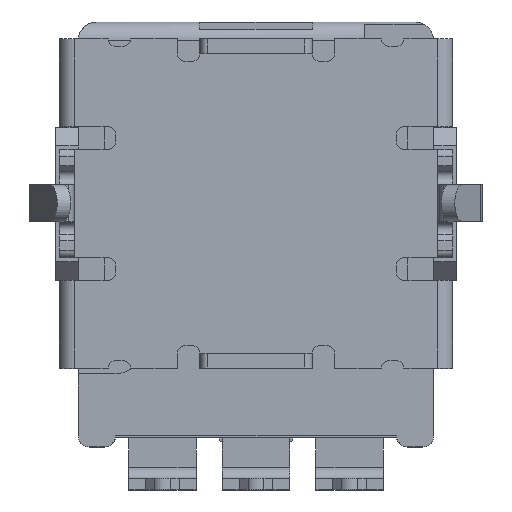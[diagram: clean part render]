
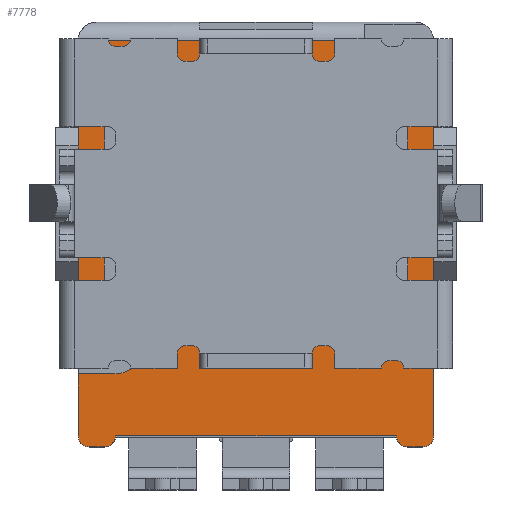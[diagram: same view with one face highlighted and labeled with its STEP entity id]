
A CAD part, top view. The second image highlights one B-rep face of the part: STEP entity #7778.
In plain terms, the highlighted planar face has unit normal (0, 0, 1).
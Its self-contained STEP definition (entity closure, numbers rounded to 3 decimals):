
#42=FACE_BOUND('',#1092,.T.);
#249=PLANE('',#8477);
#680=FACE_OUTER_BOUND('',#1091,.T.);
#1091=EDGE_LOOP('',(#7007,#7008,#7009,#7010,#7011,#7012,#7013,#7014,#7015,
#7016,#7017,#7018,#7019,#7020,#7021,#7022,#7023));
#1092=EDGE_LOOP('',(#7024,#7025,#7026,#7027,#7028,#7029,#7030,#7031));
#1149=CIRCLE('',#7856,0.9);
#1405=CIRCLE('',#8435,0.9);
#1412=CIRCLE('',#8452,0.5);
#1413=CIRCLE('',#8455,0.5);
#1415=CIRCLE('',#8459,0.5);
#1416=CIRCLE('',#8462,0.5);
#1418=CIRCLE('',#8466,0.3);
#1420=CIRCLE('',#8469,0.3);
#1421=CIRCLE('',#8472,0.3);
#1422=CIRCLE('',#8475,0.3);
#1530=LINE('',#11381,#2336);
#1534=LINE('',#11389,#2340);
#1549=LINE('',#11419,#2355);
#2176=LINE('',#15249,#2982);
#2178=LINE('',#15252,#2984);
#2180=LINE('',#15255,#2986);
#2182=LINE('',#15258,#2988);
#2186=LINE('',#15270,#2992);
#2190=LINE('',#15281,#2996);
#2194=LINE('',#15292,#3000);
#2198=LINE('',#15303,#3004);
#2201=LINE('',#15311,#3007);
#2203=LINE('',#15319,#3009);
#2208=LINE('',#15334,#3014);
#2211=LINE('',#15342,#3017);
#2336=VECTOR('',#8686,1000.);
#2340=VECTOR('',#8690,1000.);
#2355=VECTOR('',#8709,1000.);
#2982=VECTOR('',#10430,1000.);
#2984=VECTOR('',#10434,1000.);
#2986=VECTOR('',#10438,1000.);
#2988=VECTOR('',#10442,1000.);
#2992=VECTOR('',#10456,1000.);
#2996=VECTOR('',#10466,1000.);
#3000=VECTOR('',#10478,1000.);
#3004=VECTOR('',#10490,1000.);
#3007=VECTOR('',#10499,1000.);
#3009=VECTOR('',#10509,1000.);
#3014=VECTOR('',#10526,1000.);
#3017=VECTOR('',#10535,1000.);
#3113=VERTEX_POINT('',#11192);
#3114=VERTEX_POINT('',#11194);
#3170=VERTEX_POINT('',#11378);
#3171=VERTEX_POINT('',#11380);
#3174=VERTEX_POINT('',#11386);
#3175=VERTEX_POINT('',#11388);
#3187=VERTEX_POINT('',#11416);
#3188=VERTEX_POINT('',#11418);
#3759=VERTEX_POINT('',#15238);
#3760=VERTEX_POINT('',#15240);
#3763=VERTEX_POINT('',#15247);
#3769=VERTEX_POINT('',#15278);
#3770=VERTEX_POINT('',#15280);
#3772=VERTEX_POINT('',#15287);
#3773=VERTEX_POINT('',#15291);
#3774=VERTEX_POINT('',#15295);
#3776=VERTEX_POINT('',#15302);
#3777=VERTEX_POINT('',#15306);
#3778=VERTEX_POINT('',#15310);
#3779=VERTEX_POINT('',#15317);
#3780=VERTEX_POINT('',#15318);
#3783=VERTEX_POINT('',#15329);
#3784=VERTEX_POINT('',#15333);
#3785=VERTEX_POINT('',#15337);
#3786=VERTEX_POINT('',#15341);
#3860=EDGE_CURVE('',#3113,#3114,#1149,.T.);
#3924=EDGE_CURVE('',#3171,#3170,#1530,.T.);
#3928=EDGE_CURVE('',#3175,#3174,#1534,.T.);
#3943=EDGE_CURVE('',#3188,#3187,#1549,.T.);
#4836=EDGE_CURVE('',#3759,#3760,#1405,.T.);
#4840=EDGE_CURVE('',#3763,#3759,#2176,.T.);
#4842=EDGE_CURVE('',#3760,#3187,#2178,.T.);
#4844=EDGE_CURVE('',#3114,#3174,#2180,.T.);
#4846=EDGE_CURVE('',#3171,#3113,#2182,.T.);
#4854=EDGE_CURVE('',#3763,#3175,#2186,.T.);
#4859=EDGE_CURVE('',#3769,#3770,#2190,.T.);
#4863=EDGE_CURVE('',#3770,#3772,#1412,.T.);
#4865=EDGE_CURVE('',#3772,#3773,#2194,.T.);
#4867=EDGE_CURVE('',#3773,#3774,#1413,.T.);
#4871=EDGE_CURVE('',#3774,#3776,#2198,.T.);
#4873=EDGE_CURVE('',#3776,#3777,#1415,.T.);
#4875=EDGE_CURVE('',#3777,#3778,#2201,.T.);
#4877=EDGE_CURVE('',#3778,#3769,#1416,.T.);
#4879=EDGE_CURVE('',#3779,#3780,#2203,.T.);
#4883=EDGE_CURVE('',#3170,#3779,#1418,.T.);
#4885=EDGE_CURVE('',#3783,#3188,#1420,.T.);
#4887=EDGE_CURVE('',#3784,#3783,#2208,.T.);
#4889=EDGE_CURVE('',#3785,#3784,#1421,.T.);
#4891=EDGE_CURVE('',#3786,#3785,#2211,.T.);
#4893=EDGE_CURVE('',#3780,#3786,#1422,.T.);
#7007=ORIENTED_EDGE('',*,*,#4842,.F.);
#7008=ORIENTED_EDGE('',*,*,#4836,.F.);
#7009=ORIENTED_EDGE('',*,*,#4840,.F.);
#7010=ORIENTED_EDGE('',*,*,#4854,.T.);
#7011=ORIENTED_EDGE('',*,*,#3928,.T.);
#7012=ORIENTED_EDGE('',*,*,#4844,.F.);
#7013=ORIENTED_EDGE('',*,*,#3860,.F.);
#7014=ORIENTED_EDGE('',*,*,#4846,.F.);
#7015=ORIENTED_EDGE('',*,*,#3924,.T.);
#7016=ORIENTED_EDGE('',*,*,#4883,.T.);
#7017=ORIENTED_EDGE('',*,*,#4879,.T.);
#7018=ORIENTED_EDGE('',*,*,#4893,.T.);
#7019=ORIENTED_EDGE('',*,*,#4891,.T.);
#7020=ORIENTED_EDGE('',*,*,#4889,.T.);
#7021=ORIENTED_EDGE('',*,*,#4887,.T.);
#7022=ORIENTED_EDGE('',*,*,#4885,.T.);
#7023=ORIENTED_EDGE('',*,*,#3943,.T.);
#7024=ORIENTED_EDGE('',*,*,#4875,.F.);
#7025=ORIENTED_EDGE('',*,*,#4873,.F.);
#7026=ORIENTED_EDGE('',*,*,#4871,.F.);
#7027=ORIENTED_EDGE('',*,*,#4867,.F.);
#7028=ORIENTED_EDGE('',*,*,#4865,.F.);
#7029=ORIENTED_EDGE('',*,*,#4863,.F.);
#7030=ORIENTED_EDGE('',*,*,#4859,.F.);
#7031=ORIENTED_EDGE('',*,*,#4877,.F.);
#7778=ADVANCED_FACE('',(#680,#42),#249,.T.);
#7856=AXIS2_PLACEMENT_3D('',#11195,#8579,#8580);
#8435=AXIS2_PLACEMENT_3D('',#15241,#10421,#10422);
#8452=AXIS2_PLACEMENT_3D('',#15288,#10473,#10474);
#8455=AXIS2_PLACEMENT_3D('',#15296,#10482,#10483);
#8459=AXIS2_PLACEMENT_3D('',#15307,#10494,#10495);
#8462=AXIS2_PLACEMENT_3D('',#15314,#10503,#10504);
#8466=AXIS2_PLACEMENT_3D('',#15326,#10515,#10516);
#8469=AXIS2_PLACEMENT_3D('',#15330,#10521,#10522);
#8472=AXIS2_PLACEMENT_3D('',#15338,#10530,#10531);
#8475=AXIS2_PLACEMENT_3D('',#15345,#10539,#10540);
#8477=AXIS2_PLACEMENT_3D('',#15347,#10543,#10544);
#8579=DIRECTION('center_axis',(0.,0.,1.));
#8580=DIRECTION('ref_axis',(1.,0.,0.));
#8686=DIRECTION('',(0.,-1.,0.));
#8690=DIRECTION('',(0.,-1.,0.));
#8709=DIRECTION('',(0.,1.,0.));
#10421=DIRECTION('center_axis',(0.,0.,1.));
#10422=DIRECTION('ref_axis',(1.,0.,0.));
#10430=DIRECTION('',(0.,-1.,0.));
#10434=DIRECTION('',(1.,0.,0.));
#10438=DIRECTION('',(-1.,0.,0.));
#10442=DIRECTION('',(1.,0.,0.));
#10456=DIRECTION('',(-1.,0.,0.));
#10466=DIRECTION('',(0.,1.,0.));
#10473=DIRECTION('center_axis',(0.,0.,1.));
#10474=DIRECTION('ref_axis',(-1.,0.,0.));
#10478=DIRECTION('',(-1.,0.,0.));
#10482=DIRECTION('center_axis',(0.,0.,1.));
#10483=DIRECTION('ref_axis',(1.,0.,0.));
#10490=DIRECTION('',(0.,-1.,0.));
#10494=DIRECTION('center_axis',(0.,0.,1.));
#10495=DIRECTION('ref_axis',(1.,0.,0.));
#10499=DIRECTION('',(1.,0.,0.));
#10503=DIRECTION('center_axis',(0.,0.,1.));
#10504=DIRECTION('ref_axis',(1.,0.,0.));
#10509=DIRECTION('',(1.,0.,0.));
#10515=DIRECTION('center_axis',(0.,0.,1.));
#10516=DIRECTION('ref_axis',(1.,0.,0.));
#10521=DIRECTION('center_axis',(0.,0.,1.));
#10522=DIRECTION('ref_axis',(1.,0.,0.));
#10526=DIRECTION('',(1.,0.,0.));
#10530=DIRECTION('center_axis',(0.,0.,1.));
#10531=DIRECTION('ref_axis',(1.,0.,0.));
#10535=DIRECTION('',(1.,0.,0.));
#10539=DIRECTION('center_axis',(0.,0.,1.));
#10540=DIRECTION('ref_axis',(1.,0.,0.));
#10543=DIRECTION('center_axis',(0.,0.,1.));
#10544=DIRECTION('ref_axis',(1.,0.,0.));
#11192=CARTESIAN_POINT('',(-3.8,-4.55,4.4));
#11194=CARTESIAN_POINT('',(-3.8,-2.75,4.4));
#11195=CARTESIAN_POINT('Origin',(-3.8,-3.65,4.4));
#11378=CARTESIAN_POINT('',(-4.75,-6.2,4.4));
#11380=CARTESIAN_POINT('',(-4.75,-4.55,4.4));
#11381=CARTESIAN_POINT('',(-4.75,4.35,4.4));
#11386=CARTESIAN_POINT('',(-4.75,-2.75,4.4));
#11388=CARTESIAN_POINT('',(-4.75,4.35,4.4));
#11389=CARTESIAN_POINT('',(-4.75,4.35,4.4));
#11416=CARTESIAN_POINT('',(4.75,2.75,4.4));
#11418=CARTESIAN_POINT('',(4.75,-6.2,4.4));
#11419=CARTESIAN_POINT('',(4.75,-6.2,4.4));
#15238=CARTESIAN_POINT('',(2.9,3.65,4.4));
#15240=CARTESIAN_POINT('',(3.8,2.75,4.4));
#15241=CARTESIAN_POINT('Origin',(3.8,3.65,4.4));
#15247=CARTESIAN_POINT('',(2.9,4.35,4.4));
#15249=CARTESIAN_POINT('',(2.9,4.85,4.4));
#15252=CARTESIAN_POINT('',(4.75,2.75,4.4));
#15255=CARTESIAN_POINT('',(-4.75,-2.75,4.4));
#15258=CARTESIAN_POINT('',(-4.75,-4.55,4.4));
#15270=CARTESIAN_POINT('',(4.751,4.35,4.4));
#15278=CARTESIAN_POINT('',(4.05,-2.,4.4));
#15280=CARTESIAN_POINT('',(4.05,2.,4.4));
#15281=CARTESIAN_POINT('',(4.05,2.,4.4));
#15287=CARTESIAN_POINT('',(3.55,2.5,4.4));
#15288=CARTESIAN_POINT('Origin',(3.55,2.,4.4));
#15291=CARTESIAN_POINT('',(-3.55,2.5,4.4));
#15292=CARTESIAN_POINT('',(-3.55,2.5,4.4));
#15295=CARTESIAN_POINT('',(-4.05,2.,4.4));
#15296=CARTESIAN_POINT('Origin',(-3.55,2.,4.4));
#15302=CARTESIAN_POINT('',(-4.05,-2.,4.4));
#15303=CARTESIAN_POINT('',(-4.05,2.,4.4));
#15306=CARTESIAN_POINT('',(-3.55,-2.5,4.4));
#15307=CARTESIAN_POINT('Origin',(-3.55,-2.,4.4));
#15310=CARTESIAN_POINT('',(3.55,-2.5,4.4));
#15311=CARTESIAN_POINT('',(-3.55,-2.5,4.4));
#15314=CARTESIAN_POINT('Origin',(3.55,-2.,4.4));
#15317=CARTESIAN_POINT('',(-4.45,-6.5,4.4));
#15318=CARTESIAN_POINT('',(-4.05,-6.5,4.4));
#15319=CARTESIAN_POINT('',(-4.45,-6.5,4.4));
#15326=CARTESIAN_POINT('Origin',(-4.45,-6.2,4.4));
#15329=CARTESIAN_POINT('',(4.45,-6.5,4.4));
#15330=CARTESIAN_POINT('Origin',(4.45,-6.2,4.4));
#15333=CARTESIAN_POINT('',(4.05,-6.5,4.4));
#15334=CARTESIAN_POINT('',(4.05,-6.5,4.4));
#15337=CARTESIAN_POINT('',(3.75,-6.2,4.4));
#15338=CARTESIAN_POINT('Origin',(4.05,-6.2,4.4));
#15341=CARTESIAN_POINT('',(-3.75,-6.2,4.4));
#15342=CARTESIAN_POINT('',(-3.75,-6.2,4.4));
#15345=CARTESIAN_POINT('Origin',(-4.05,-6.2,4.4));
#15347=CARTESIAN_POINT('Origin',(-4.05,-6.2,4.4));
